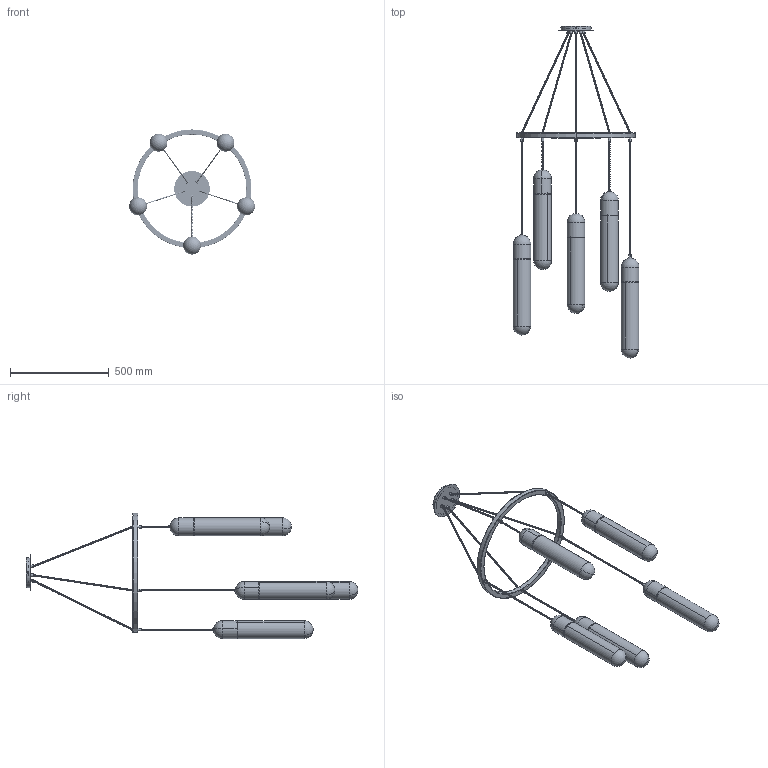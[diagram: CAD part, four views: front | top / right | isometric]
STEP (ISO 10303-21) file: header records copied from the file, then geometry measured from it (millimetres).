
FILE_DESCRIPTION (( 'STEP AP203' ), '1' );
FILE_NAME ('AM 7 00028._exported.step', '2025-02-09T07:58:07', ( '' ), ( '' ), 'SwSTEP 2.0', 'SolidWorks 2023', '' );
FILE_SCHEMA (( 'CONFIG_CONTROL_DESIGN' ));
Length unit declared in the file: millimetre
Products named in the file (1): AM 7 00028._exported
Bounding box: 636.44 x 1677.5 x 632.29 mm (x, y, z)
Surface area: 1115851.2 mm2 (no closed solid volume)
Topology: 0 solids, 64 shells, 657 faces, 2070 edges, 1421 vertices
Faces by surface type: cylinder 484, bspline 54, plane 43, torus 40, sphere 32, cone 4
Entity records: 106013 total; most frequent: CARTESIAN_POINT 90914, ORIENTED_EDGE 3227, DIRECTION 2742, EDGE_CURVE 2040, VERTEX_POINT 1411, AXIS2_PLACEMENT_3D 1085, EDGE_LOOP 710, ADVANCED_FACE 657
